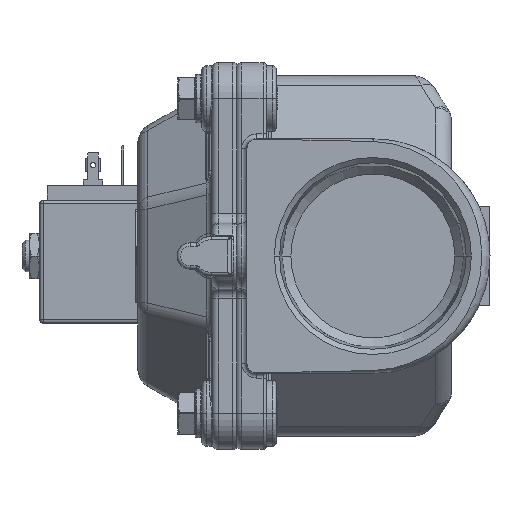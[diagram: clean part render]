
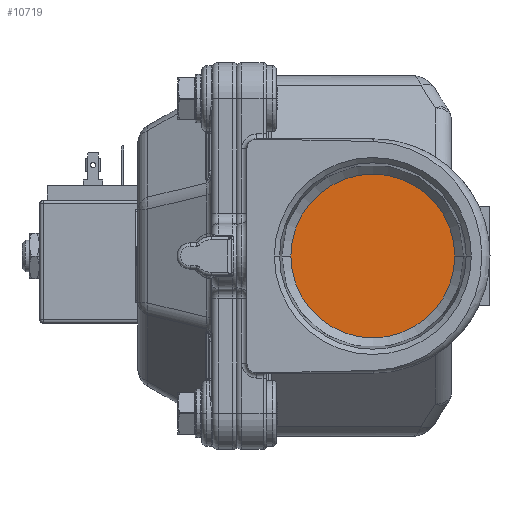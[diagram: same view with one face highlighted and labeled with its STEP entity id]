
A CAD part, left-side view. The second image highlights one B-rep face of the part: STEP entity #10719.
In plain terms, the highlighted planar face has unit normal (1, 0, 0).
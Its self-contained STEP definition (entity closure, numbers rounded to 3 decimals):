
#3293=CARTESIAN_POINT('',(-61.215,-46.,0.));
#3294=DIRECTION('',(-1.,0.,0.));
#3295=DIRECTION('',(0.,-1.,0.));
#3296=AXIS2_PLACEMENT_3D('',#3293,#3294,#3295);
#3301=CARTESIAN_POINT('',(-61.215,-46.,0.));
#3302=DIRECTION('',(-1.,0.,0.));
#3303=DIRECTION('',(0.,1.,0.));
#3304=AXIS2_PLACEMENT_3D('',#3301,#3302,#3303);
#7711=CARTESIAN_POINT('',(-61.215,-21.,0.));
#7712=VERTEX_POINT('',#7711);
#7713=CARTESIAN_POINT('',(-61.215,-71.,0.));
#7714=VERTEX_POINT('',#7713);
#10710=CARTESIAN_POINT('',(-61.215,-46.,0.));
#10711=DIRECTION('',(1.,0.,0.));
#10712=DIRECTION('',(0.,1.,0.));
#10713=AXIS2_PLACEMENT_3D('',#10710,#10711,#10712);
#10714=PLANE('',#10713);
#10715=ORIENTED_EDGE('',*,*,#10689,.T.);
#10716=ORIENTED_EDGE('',*,*,#10705,.T.);
#10717=EDGE_LOOP('',(#10715,#10716));
#10718=FACE_OUTER_BOUND('',#10717,.F.);
#10719=ADVANCED_FACE('',(#10718),#10714,.T.);
#3297=CIRCLE('',#3296,25.);
#3305=CIRCLE('',#3304,25.);
#10689=EDGE_CURVE('',#7714,#7712,#3297,.T.);
#10705=EDGE_CURVE('',#7712,#7714,#3305,.T.);
